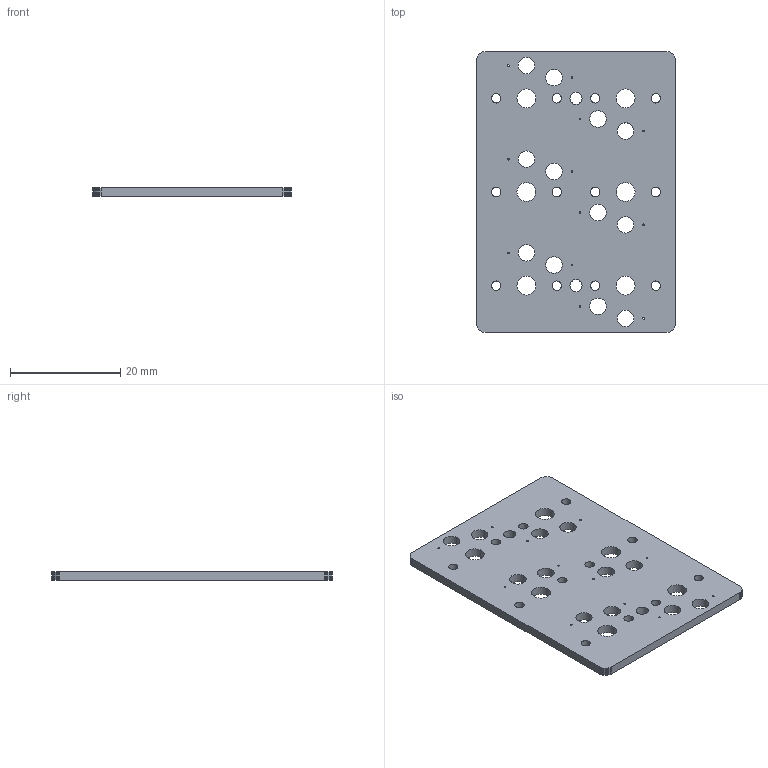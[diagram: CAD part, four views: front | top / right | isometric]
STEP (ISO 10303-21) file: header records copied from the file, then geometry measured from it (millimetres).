
FILE_DESCRIPTION(('KiCad electronic assembly'),'2;1');
FILE_NAME('thumb.step','2023-08-01T13:23:47',('Pcbnew'),('Kicad'), 'Open CASCADE STEP processor 7.7','KiCad to STEP converter','Unknown' );
FILE_SCHEMA(('AUTOMOTIVE_DESIGN { 1 0 10303 214 1 1 1 1 }'));
Length unit declared in the file: millimetre
Products named in the file (2): thumb 1; thumb PCB
Assembly tree (1 placements, depth 2):
  thumb 1
    thumb PCB
Bounding box: 36 x 51 x 1.6 mm (x, y, z)
Volume: 2652.9 mm3; surface area: 4017.6 mm2
Topology: 1 solids, 1 shells, 90 faces, 264 edges, 176 vertices
Faces by surface type: plane 46, cylinder 44
Full cylindrical faces by diameter (mm): 0.3 x12, 1.702 x12, 2.2 x2, 3 x12, 3.429 x6
Entity records: 6935 total; most frequent: CARTESIAN_POINT 1588, DIRECTION 976, LINE 616, VECTOR 616, ORIENTED_EDGE 528, PCURVE 528, DEFINITIONAL_REPRESENTATION 528, EDGE_CURVE 264
